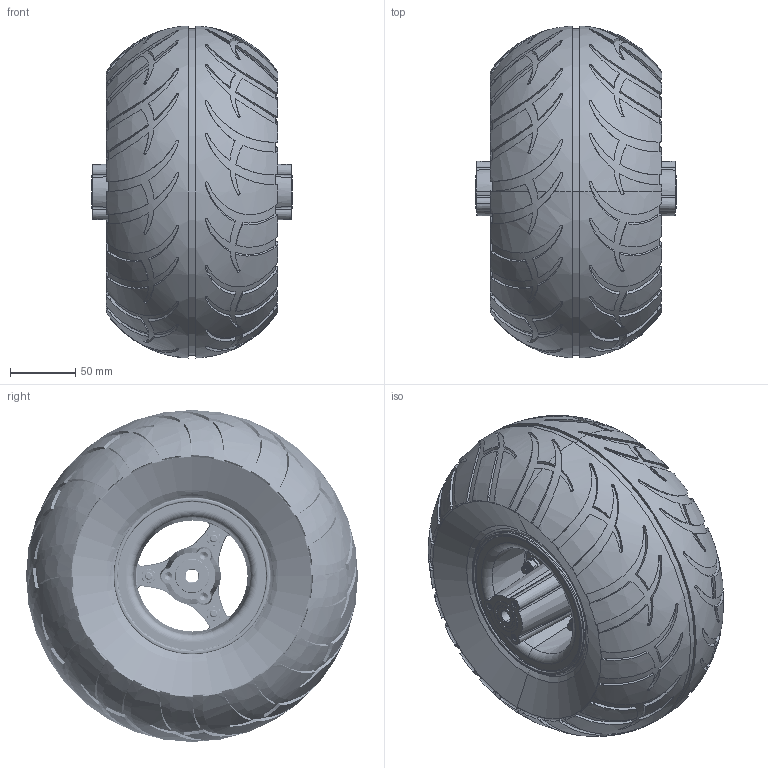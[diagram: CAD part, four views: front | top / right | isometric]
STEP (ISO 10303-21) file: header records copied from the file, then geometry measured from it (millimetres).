
FILE_DESCRIPTION (( 'STEP AP214' ), '1' );
FILE_NAME ('Wheel-Tire for 3.00-4 BLATA Minibike 2.5.STEP', '2023-03-30T19:15:59', ( '' ), ( '' ), 'SwSTEP 2.0', 'SolidWorks 2021', '' );
FILE_SCHEMA (( 'AUTOMOTIVE_DESIGN' ));
Length unit declared in the file: millimetre
Products named in the file (9): Wheel Rim for 3.00-4 Tire BLATA Minibike 2.5; BALL BEARING 6000-2RS_600-2RS; Blata tire 3.00-4; Wheel Rim for 3.00-4 Tire BLATA Minibike 2.5 part01; Wheel Rim for 3.00-4 Tire BLATA Minibike 2.5 part02; SOCKET HEAD CAP SCREW M6x35mm_M6x35; Wheel-Tire for 3.00-4 BLATA Minibike 2.5; METRIC GENERAL PURPOSE WASHER M6_M6; STEEL HEX NUT M6_M6
Assembly tree (15 placements, depth 3):
  Wheel-Tire for 3.00-4 BLATA Minibike 2.5
    Wheel Rim for 3.00-4 Tire BLATA Minibike 2.5
      Wheel Rim for 3.00-4 Tire BLATA Minibike 2.5 part01
      Wheel Rim for 3.00-4 Tire BLATA Minibike 2.5 part02
      SOCKET HEAD CAP SCREW M6x35mm_M6x35  x3
      METRIC GENERAL PURPOSE WASHER M6_M6  x3
      STEEL HEX NUT M6_M6  x3
      BALL BEARING 6000-2RS_600-2RS  x2
    Blata tire 3.00-4
Bounding box: 153 x 253.89 x 253.89 mm (x, y, z)
Volume: 1383999.4 mm3; surface area: 444846.7 mm2
Topology: 44 solids, 44 shells, 1676 faces, 4643 edges, 3015 vertices
Faces by surface type: cylinder 1111, cone 238, bspline 132, plane 105, sphere 48, torus 42
Entity records: 74433 total; most frequent: CARTESIAN_POINT 45977, ORIENTED_EDGE 6930, DIRECTION 4590, EDGE_CURVE 3465, VERTEX_POINT 2269, AXIS2_PLACEMENT_3D 1803, EDGE_LOOP 1316, FACE_OUTER_BOUND 1256
